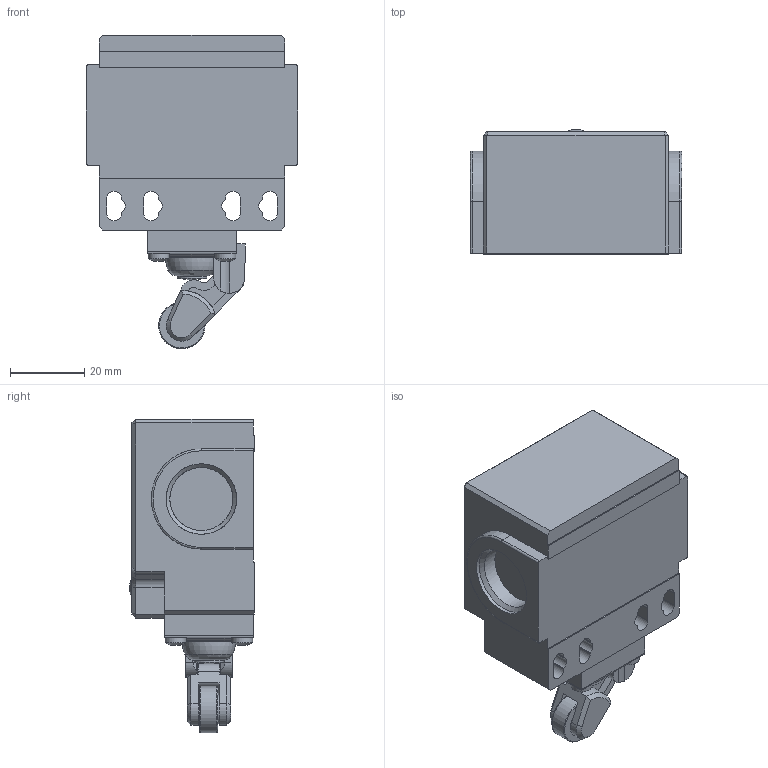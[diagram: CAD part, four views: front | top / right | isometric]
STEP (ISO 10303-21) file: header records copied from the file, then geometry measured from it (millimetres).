
FILE_DESCRIPTION (( 'STEP AP214' ), '1' );
FILE_NAME ('ADP2T35Z11.STEP', '2023-04-28T12:07:35', ( '' ), ( '' ), 'SwSTEP 2.0', 'SolidWorks 2021', '' );
FILE_SCHEMA (( 'AUTOMOTIVE_DESIGN' ));
Length unit declared in the file: inch
Products named in the file (1): ADP2T35Z11
Bounding box: 57 x 33.66 x 84.48 mm (x, y, z)
Volume: 88483.7 mm3; surface area: 18370.5 mm2
Topology: 1 solids, 7 shells, 253 faces, 643 edges, 419 vertices
Faces by surface type: plane 149, cylinder 81, bspline 12, cone 10, torus 1
Full cylindrical faces by diameter (mm): 5.6 x5, 6 x1, 6.5 x1, 7 x1, 7.8 x2, 8 x2, 8.1 x2, 12.5 x1, 14.3 x1, 14.5 x1, 17 x2, 19 x2
Entity records: 8014 total; most frequent: CARTESIAN_POINT 2008, DIRECTION 1237, ORIENTED_EDGE 1196, EDGE_CURVE 598, AXIS2_PLACEMENT_3D 424, VERTEX_POINT 403, LINE 389, VECTOR 389
